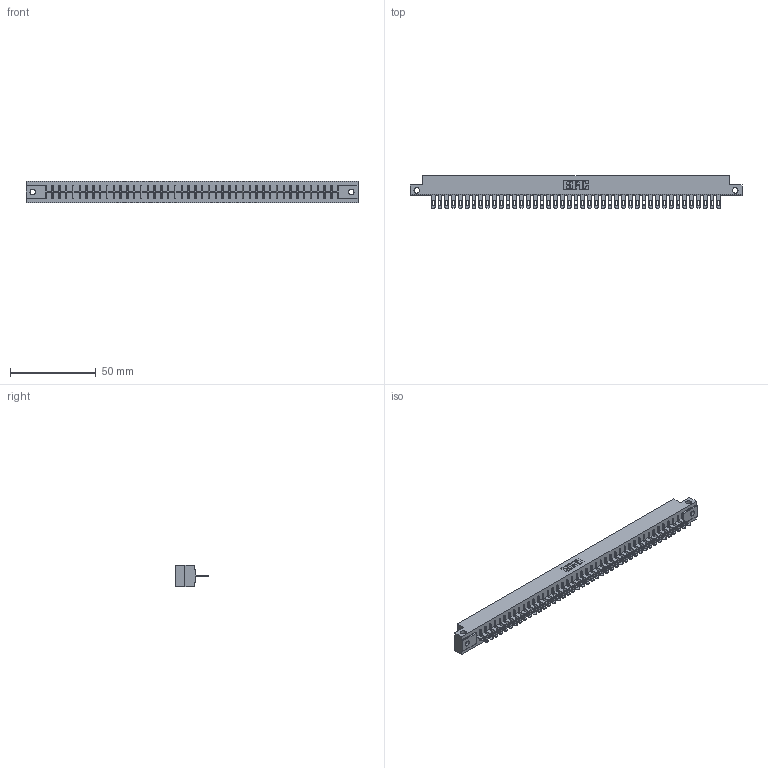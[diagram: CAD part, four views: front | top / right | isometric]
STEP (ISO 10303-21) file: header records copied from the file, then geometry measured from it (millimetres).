
FILE_DESCRIPTION (( 'STEP AP203' ), '1' );
FILE_NAME ('316-043-500-112.STEP', '2020-09-20T21:43:25', ( '' ), ( '' ), 'SwSTEP 2.0', 'SolidWorks 2020', '' );
FILE_SCHEMA (( 'CONFIG_CONTROL_DESIGN' ));
Length unit declared in the file: inch
Products named in the file (3): 306 Part_.128 Dia; 306-290-001_100; 316-043-500-112
Assembly tree (44 placements, depth 2):
  316-043-500-112
    306 Part_.128 Dia
    306-290-001_100  x43
Bounding box: 193.4 x 18.87 x 12.7 mm (x, y, z)
Volume: 21341.6 mm3; surface area: 22695.1 mm2
Topology: 44 solids, 44 shells, 3396 faces, 9597 edges, 6162 vertices
Faces by surface type: plane 2218, cylinder 1006, sphere 172
Entity records: 40540 total; most frequent: CARTESIAN_POINT 6856, ORIENTED_EDGE 6754, DIRECTION 6699, EDGE_CURVE 3377, VECTOR 2625, LINE 2625, VERTEX_POINT 2130, AXIS2_PLACEMENT_3D 2037
